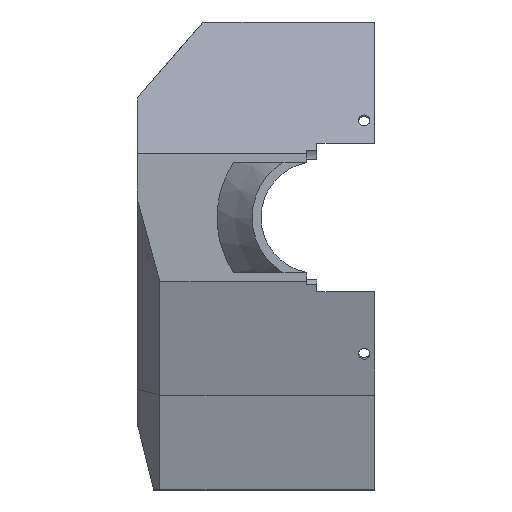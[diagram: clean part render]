
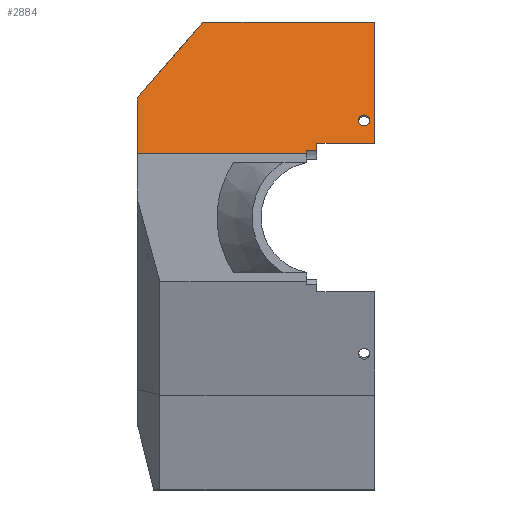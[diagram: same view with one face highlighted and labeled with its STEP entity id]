
A CAD part, left-side view. The second image highlights one B-rep face of the part: STEP entity #2884.
In plain terms, the highlighted planar face has unit normal (-0.972, 0, 0.237).
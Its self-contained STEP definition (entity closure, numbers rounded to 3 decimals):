
#39=FACE_BOUND('',#286,.T.);
#57=CIRCLE('',#3066,1.75);
#136=FACE_OUTER_BOUND('',#285,.T.);
#285=EDGE_LOOP('',(#2137,#2138,#2139,#2140,#2141,#2142,#2143,#2144,#2145));
#286=EDGE_LOOP('',(#2146));
#571=LINE('',#4348,#954);
#572=LINE('',#4350,#955);
#573=LINE('',#4352,#956);
#574=LINE('',#4354,#957);
#575=LINE('',#4356,#958);
#576=LINE('',#4358,#959);
#577=LINE('',#4360,#960);
#578=LINE('',#4362,#961);
#579=LINE('',#4363,#962);
#954=VECTOR('',#3498,10.);
#955=VECTOR('',#3499,10.);
#956=VECTOR('',#3500,10.);
#957=VECTOR('',#3501,10.);
#958=VECTOR('',#3502,10.);
#959=VECTOR('',#3503,10.);
#960=VECTOR('',#3504,10.);
#961=VECTOR('',#3505,10.);
#962=VECTOR('',#3506,10.);
#1307=VERTEX_POINT('',#4346);
#1308=VERTEX_POINT('',#4347);
#1309=VERTEX_POINT('',#4349);
#1310=VERTEX_POINT('',#4351);
#1311=VERTEX_POINT('',#4353);
#1312=VERTEX_POINT('',#4355);
#1313=VERTEX_POINT('',#4357);
#1314=VERTEX_POINT('',#4359);
#1315=VERTEX_POINT('',#4361);
#1316=VERTEX_POINT('',#4364);
#1630=EDGE_CURVE('',#1307,#1308,#571,.T.);
#1631=EDGE_CURVE('',#1309,#1308,#572,.T.);
#1632=EDGE_CURVE('',#1310,#1309,#573,.T.);
#1633=EDGE_CURVE('',#1311,#1310,#574,.T.);
#1634=EDGE_CURVE('',#1312,#1311,#575,.T.);
#1635=EDGE_CURVE('',#1312,#1313,#576,.T.);
#1636=EDGE_CURVE('',#1313,#1314,#577,.T.);
#1637=EDGE_CURVE('',#1315,#1314,#578,.T.);
#1638=EDGE_CURVE('',#1315,#1307,#579,.T.);
#1639=EDGE_CURVE('',#1316,#1316,#57,.T.);
#2137=ORIENTED_EDGE('',*,*,#1630,.T.);
#2138=ORIENTED_EDGE('',*,*,#1631,.F.);
#2139=ORIENTED_EDGE('',*,*,#1632,.F.);
#2140=ORIENTED_EDGE('',*,*,#1633,.F.);
#2141=ORIENTED_EDGE('',*,*,#1634,.F.);
#2142=ORIENTED_EDGE('',*,*,#1635,.T.);
#2143=ORIENTED_EDGE('',*,*,#1636,.T.);
#2144=ORIENTED_EDGE('',*,*,#1637,.F.);
#2145=ORIENTED_EDGE('',*,*,#1638,.T.);
#2146=ORIENTED_EDGE('',*,*,#1639,.T.);
#2750=PLANE('',#3065);
#2884=ADVANCED_FACE('',(#136,#39),#2750,.T.);
#3065=AXIS2_PLACEMENT_3D('',#4345,#3496,#3497);
#3066=AXIS2_PLACEMENT_3D('',#4365,#3507,#3508);
#3496=DIRECTION('center_axis',(-0.972,0.,0.237));
#3497=DIRECTION('ref_axis',(-0.237,0.,-0.972));
#3498=DIRECTION('',(0.,-1.,0.));
#3499=DIRECTION('',(-0.237,0.,-0.972));
#3500=DIRECTION('',(0.,-1.,0.));
#3501=DIRECTION('',(0.182,-0.642,0.745));
#3502=DIRECTION('',(0.237,0.,0.972));
#3503=DIRECTION('',(0.,-1.,0.));
#3504=DIRECTION('',(0.237,0.,0.972));
#3505=DIRECTION('',(0.,1.,0.));
#3506=DIRECTION('',(0.237,0.,0.972));
#3507=DIRECTION('center_axis',(0.972,0.,-0.237));
#3508=DIRECTION('ref_axis',(0.237,0.,0.972));
#4345=CARTESIAN_POINT('Origin',(-53.,74.,93.706));
#4346=CARTESIAN_POINT('',(-62.22,18.,55.906));
#4347=CARTESIAN_POINT('',(-62.22,0.,55.906));
#4348=CARTESIAN_POINT('',(-62.22,47.6,55.906));
#4349=CARTESIAN_POINT('',(-53.,0.,93.706));
#4350=CARTESIAN_POINT('',(-59.915,0.,65.355));
#4351=CARTESIAN_POINT('',(-53.,53.59,93.706));
#4352=CARTESIAN_POINT('',(-53.,74.,93.706));
#4353=CARTESIAN_POINT('',(-58.782,74.,70.));
#4354=CARTESIAN_POINT('',(-55.024,60.734,85.408));
#4355=CARTESIAN_POINT('',(-63.,74.,52.706));
#4356=CARTESIAN_POINT('',(-65.568,74.,42.179));
#4357=CARTESIAN_POINT('',(-63.,21.2,52.706));
#4358=CARTESIAN_POINT('',(-63.,74.,52.706));
#4359=CARTESIAN_POINT('',(-62.755,21.2,53.71));
#4360=CARTESIAN_POINT('',(-58.642,21.2,70.573));
#4361=CARTESIAN_POINT('',(-62.755,18.,53.71));
#4362=CARTESIAN_POINT('',(-62.755,18.,53.71));
#4363=CARTESIAN_POINT('',(-63.,18.,52.706));
#4364=CARTESIAN_POINT('',(-60.905,3.25,61.295));
#4365=CARTESIAN_POINT('Origin',(-60.491,3.25,62.995));
